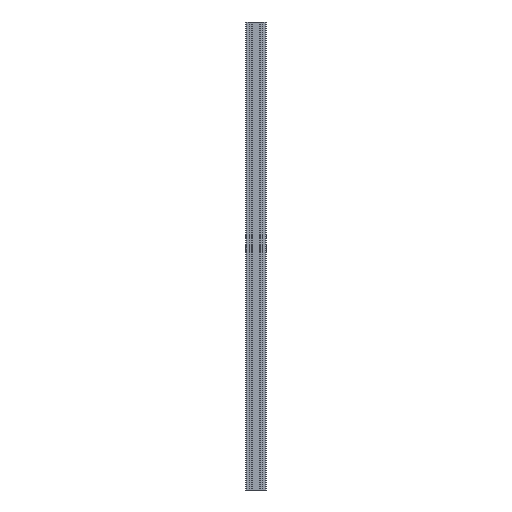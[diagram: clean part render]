
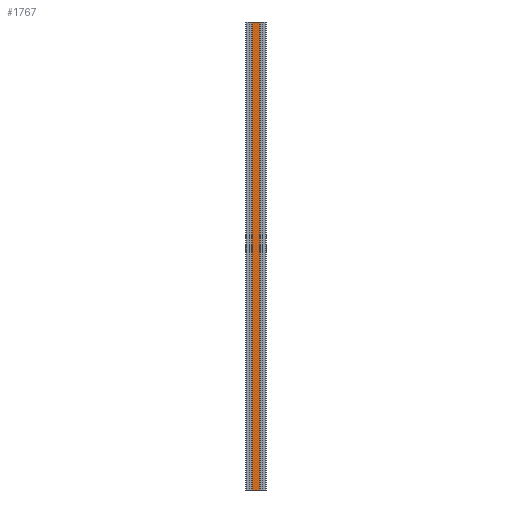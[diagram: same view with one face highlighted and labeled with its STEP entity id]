
A CAD part, front view. The second image highlights one B-rep face of the part: STEP entity #1767.
In plain terms, the highlighted planar face has unit normal (0, -1, 0).
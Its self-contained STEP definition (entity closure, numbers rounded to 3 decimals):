
#51 = ORIENTED_EDGE ( 'NONE', *, *, #1177, .F. ) ;
#124 = EDGE_CURVE ( 'NONE', #3073, #738, #2197, .T. ) ;
#133 = EDGE_LOOP ( 'NONE', ( #3316, #761, #51, #1955 ) ) ;
#166 = CARTESIAN_POINT ( 'NONE',  ( -7.5, -10., -457.2 ) ) ;
#296 = CARTESIAN_POINT ( 'NONE',  ( 7.5, -10., 457.2 ) ) ;
#327 = LINE ( 'NONE', #2526, #3427 ) ;
#436 = CARTESIAN_POINT ( 'NONE',  ( 7.5, -10., 457.2 ) ) ;
#606 = EDGE_CURVE ( 'NONE', #1096, #1412, #2956, .T. ) ;
#738 = VERTEX_POINT ( 'NONE', #166 ) ;
#761 = ORIENTED_EDGE ( 'NONE', *, *, #606, .F. ) ;
#875 = CARTESIAN_POINT ( 'NONE',  ( 7.5, -10., 457.2 ) ) ;
#1071 = DIRECTION ( 'NONE',  ( 1., 0., 0. ) ) ;
#1096 = VERTEX_POINT ( 'NONE', #436 ) ;
#1177 = EDGE_CURVE ( 'NONE', #3073, #1096, #2398, .T. ) ;
#1182 = CARTESIAN_POINT ( 'NONE',  ( -7.5, -10., 457.2 ) ) ;
#1366 = DIRECTION ( 'NONE',  ( 0., 0., 1. ) ) ;
#1383 = DIRECTION ( 'NONE',  ( 0., 1., 0. ) ) ;
#1412 = VERTEX_POINT ( 'NONE', #3358 ) ;
#1450 = VECTOR ( 'NONE', #2002, 1000. ) ;
#1600 = FACE_OUTER_BOUND ( 'NONE', #133, .T. ) ;
#1625 = CARTESIAN_POINT ( 'NONE',  ( -7.5, -10., 457.2 ) ) ;
#1767 = ADVANCED_FACE ( 'NONE', ( #1600 ), #2479, .F. ) ;
#1905 = EDGE_CURVE ( 'NONE', #738, #1412, #327, .T. ) ;
#1955 = ORIENTED_EDGE ( 'NONE', *, *, #124, .T. ) ;
#2002 = DIRECTION ( 'NONE',  ( 0., 0., -1. ) ) ;
#2146 = CARTESIAN_POINT ( 'NONE',  ( 7.5, -10., 457.2 ) ) ;
#2197 = LINE ( 'NONE', #1182, #1450 ) ;
#2238 = DIRECTION ( 'NONE',  ( 1., 0., 0. ) ) ;
#2398 = LINE ( 'NONE', #2146, #2699 ) ;
#2479 = PLANE ( 'NONE',  #2870 ) ;
#2526 = CARTESIAN_POINT ( 'NONE',  ( 7.5, -10., -457.2 ) ) ;
#2572 = VECTOR ( 'NONE', #2774, 1000. ) ;
#2699 = VECTOR ( 'NONE', #1071, 1000. ) ;
#2774 = DIRECTION ( 'NONE',  ( 0., 0., -1. ) ) ;
#2870 = AXIS2_PLACEMENT_3D ( 'NONE', #296, #1383, #1366 ) ;
#2956 = LINE ( 'NONE', #875, #2572 ) ;
#3073 = VERTEX_POINT ( 'NONE', #1625 ) ;
#3316 = ORIENTED_EDGE ( 'NONE', *, *, #1905, .T. ) ;
#3358 = CARTESIAN_POINT ( 'NONE',  ( 7.5, -10., -457.2 ) ) ;
#3427 = VECTOR ( 'NONE', #2238, 1000. ) ;
